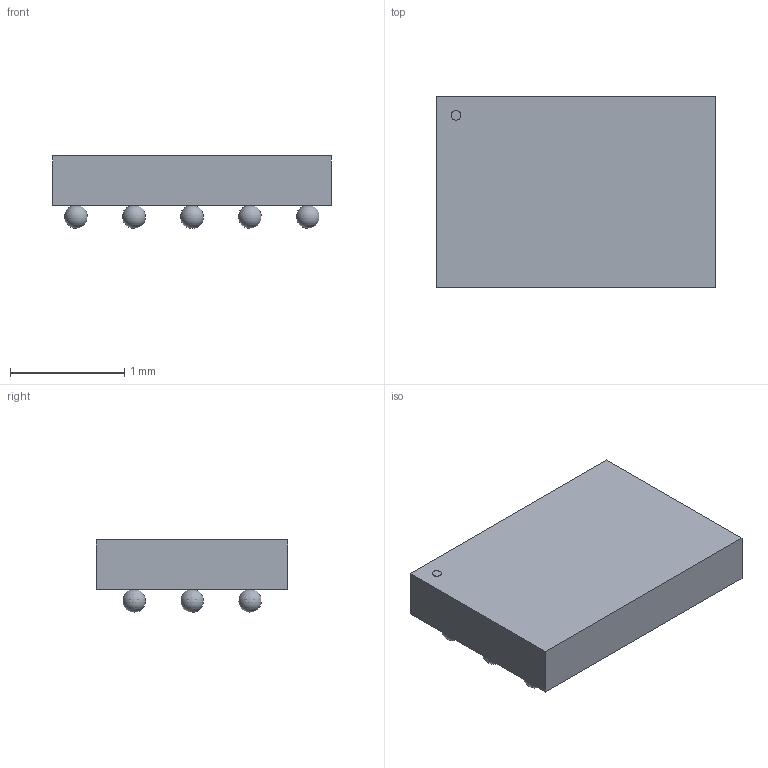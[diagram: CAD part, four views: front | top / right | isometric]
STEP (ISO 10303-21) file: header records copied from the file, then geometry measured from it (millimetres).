
FILE_DESCRIPTION(('STEP AP214'),'1');
FILE_NAME('21-100256A_W151H21','2020-03-22T23:15:54',(''),(''),'','','');
FILE_SCHEMA(('AUTOMOTIVE_DESIGN'));
Length unit declared in the file: millimetre
Products named in the file (1): product
Bounding box: 2.44 x 1.68 x 0.64 mm (x, y, z)
Volume: 1.8 mm3; surface area: 13.7 mm2
Topology: 17 solids, 17 shells, 24 faces, 60 edges, 40 vertices
Faces by surface type: sphere 15, plane 8, cylinder 1
Full cylindrical faces by diameter (mm): 0.084 x1
Entity records: 391 total; most frequent: DIRECTION 68, CARTESIAN_POINT 38, AXIS2_PLACEMENT_3D 28, ORIENTED_EDGE 28, STYLED_ITEM 24, ADVANCED_FACE 24, MANIFOLD_SOLID_BREP 17, CLOSED_SHELL 17
